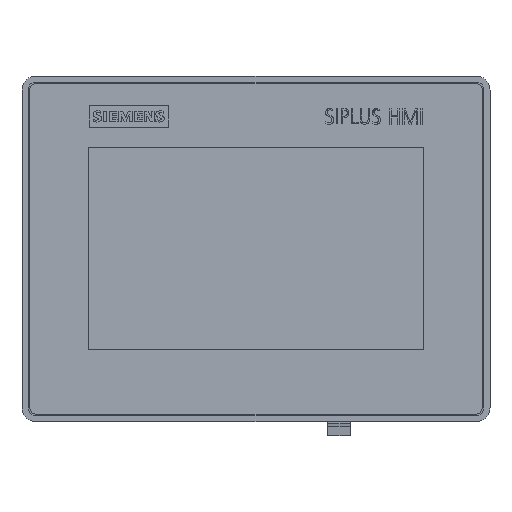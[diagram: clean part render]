
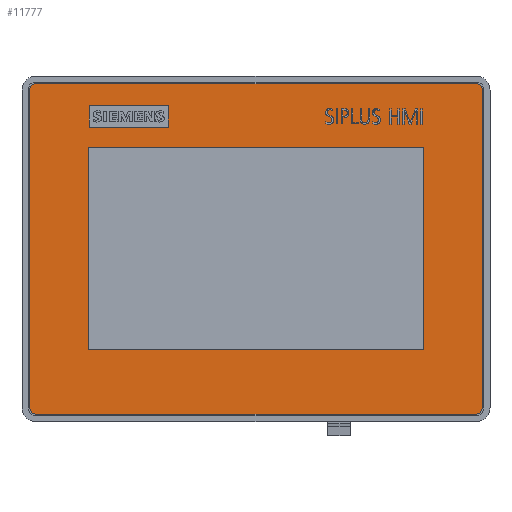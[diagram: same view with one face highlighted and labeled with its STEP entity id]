
A CAD part, top view. The second image highlights one B-rep face of the part: STEP entity #11777.
In plain terms, the highlighted planar face has unit normal (0, 0, 1).
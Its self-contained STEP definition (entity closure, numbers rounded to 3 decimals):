
#6119=FACE_BOUND('',#16573,.T.);
#6120=FACE_BOUND('',#16574,.T.);
#6121=FACE_BOUND('',#16575,.T.);
#6623=LINE('',#45408,#9050);
#6624=LINE('',#45411,#9051);
#6625=LINE('',#45413,#9052);
#6626=LINE('',#45415,#9053);
#6627=LINE('',#45416,#9054);
#6628=LINE('',#45419,#9055);
#6629=LINE('',#45421,#9056);
#6630=LINE('',#45423,#9057);
#6631=LINE('',#45424,#9058);
#6632=LINE('',#45429,#9059);
#6633=LINE('',#45433,#9060);
#6634=LINE('',#45437,#9061);
#9050=VECTOR('',#38635,1.);
#9051=VECTOR('',#38636,1.);
#9052=VECTOR('',#38637,1.);
#9053=VECTOR('',#38638,1.);
#9054=VECTOR('',#38639,1.);
#9055=VECTOR('',#38640,1.);
#9056=VECTOR('',#38641,1.);
#9057=VECTOR('',#38642,1.);
#9058=VECTOR('',#38643,1.);
#9059=VECTOR('',#38646,1.);
#9060=VECTOR('',#38649,1.);
#9061=VECTOR('',#38652,1.);
#11777=ADVANCED_FACE('',(#6119,#6120,#6121),#13563,.F.);
#13563=PLANE('',#36694);
#16573=EDGE_LOOP('',(#18915,#18916,#18917,#18918));
#16574=EDGE_LOOP('',(#18919,#18920,#18921,#18922));
#16575=EDGE_LOOP('',(#18923,#18924,#18925,#18926,#18927,#18928,#18929,#18930));
#18549=CIRCLE('',#36690,2.8);
#18550=CIRCLE('',#36691,2.8);
#18551=CIRCLE('',#36692,2.8);
#18552=CIRCLE('',#36693,2.8);
#18915=ORIENTED_EDGE('',*,*,#30478,.F.);
#18916=ORIENTED_EDGE('',*,*,#30479,.F.);
#18917=ORIENTED_EDGE('',*,*,#30480,.F.);
#18918=ORIENTED_EDGE('',*,*,#30481,.F.);
#18919=ORIENTED_EDGE('',*,*,#30482,.T.);
#18920=ORIENTED_EDGE('',*,*,#30483,.T.);
#18921=ORIENTED_EDGE('',*,*,#30484,.T.);
#18922=ORIENTED_EDGE('',*,*,#30485,.T.);
#18923=ORIENTED_EDGE('',*,*,#30486,.T.);
#18924=ORIENTED_EDGE('',*,*,#30487,.T.);
#18925=ORIENTED_EDGE('',*,*,#30488,.T.);
#18926=ORIENTED_EDGE('',*,*,#30489,.T.);
#18927=ORIENTED_EDGE('',*,*,#30490,.T.);
#18928=ORIENTED_EDGE('',*,*,#30491,.T.);
#18929=ORIENTED_EDGE('',*,*,#30492,.T.);
#18930=ORIENTED_EDGE('',*,*,#30493,.T.);
#27595=VERTEX_POINT('',#45409);
#27596=VERTEX_POINT('',#45410);
#27597=VERTEX_POINT('',#45412);
#27598=VERTEX_POINT('',#45414);
#27599=VERTEX_POINT('',#45417);
#27600=VERTEX_POINT('',#45418);
#27601=VERTEX_POINT('',#45420);
#27602=VERTEX_POINT('',#45422);
#27603=VERTEX_POINT('',#45425);
#27604=VERTEX_POINT('',#45426);
#27605=VERTEX_POINT('',#45428);
#27606=VERTEX_POINT('',#45430);
#27607=VERTEX_POINT('',#45432);
#27608=VERTEX_POINT('',#45434);
#27609=VERTEX_POINT('',#45436);
#27610=VERTEX_POINT('',#45438);
#30478=EDGE_CURVE('',#27595,#27596,#6623,.T.);
#30479=EDGE_CURVE('',#27597,#27595,#6624,.T.);
#30480=EDGE_CURVE('',#27598,#27597,#6625,.T.);
#30481=EDGE_CURVE('',#27596,#27598,#6626,.T.);
#30482=EDGE_CURVE('',#27599,#27600,#6627,.T.);
#30483=EDGE_CURVE('',#27600,#27601,#6628,.T.);
#30484=EDGE_CURVE('',#27601,#27602,#6629,.T.);
#30485=EDGE_CURVE('',#27602,#27599,#6630,.T.);
#30486=EDGE_CURVE('',#27603,#27604,#6631,.T.);
#30487=EDGE_CURVE('',#27604,#27605,#18549,.T.);
#30488=EDGE_CURVE('',#27605,#27606,#6632,.T.);
#30489=EDGE_CURVE('',#27606,#27607,#18550,.T.);
#30490=EDGE_CURVE('',#27607,#27608,#6633,.T.);
#30491=EDGE_CURVE('',#27608,#27609,#18551,.T.);
#30492=EDGE_CURVE('',#27609,#27610,#6634,.T.);
#30493=EDGE_CURVE('',#27610,#27603,#18552,.T.);
#36690=AXIS2_PLACEMENT_3D('',#45427,#38644,#38645);
#36691=AXIS2_PLACEMENT_3D('',#45431,#38647,#38648);
#36692=AXIS2_PLACEMENT_3D('',#45435,#38650,#38651);
#36693=AXIS2_PLACEMENT_3D('',#45439,#38653,#38654);
#36694=AXIS2_PLACEMENT_3D('',#45440,#38655,#38656);
#38635=DIRECTION('',(1.,0.,0.));
#38636=DIRECTION('',(0.,-1.,0.));
#38637=DIRECTION('',(-1.,0.,0.));
#38638=DIRECTION('',(0.,1.,0.));
#38639=DIRECTION('',(0.,1.,0.));
#38640=DIRECTION('',(1.,0.,0.));
#38641=DIRECTION('',(0.,-1.,0.));
#38642=DIRECTION('',(-1.,0.,0.));
#38643=DIRECTION('',(0.,-1.,0.));
#38644=DIRECTION('',(0.,0.,1.));
#38645=DIRECTION('',(1.,0.,0.));
#38646=DIRECTION('',(1.,0.,0.));
#38647=DIRECTION('',(0.,0.,1.));
#38648=DIRECTION('',(1.,0.,0.));
#38649=DIRECTION('',(0.,1.,0.));
#38650=DIRECTION('',(0.,0.,1.));
#38651=DIRECTION('',(1.,0.,0.));
#38652=DIRECTION('',(-1.,0.,0.));
#38653=DIRECTION('',(0.,0.,1.));
#38654=DIRECTION('',(1.,0.,0.));
#38655=DIRECTION('',(0.,0.,-1.));
#38656=DIRECTION('',(-1.,0.,0.));
#45408=CARTESIAN_POINT('',(-76.34,55.673,-0.3));
#45409=CARTESIAN_POINT('',(-76.34,55.673,-0.3));
#45410=CARTESIAN_POINT('',(-40.188,55.673,-0.3));
#45411=CARTESIAN_POINT('',(-76.34,65.46,-0.3));
#45412=CARTESIAN_POINT('',(-76.34,65.46,-0.3));
#45413=CARTESIAN_POINT('',(-40.188,65.46,-0.3));
#45414=CARTESIAN_POINT('',(-40.188,65.46,-0.3));
#45415=CARTESIAN_POINT('',(-40.188,55.673,-0.3));
#45416=CARTESIAN_POINT('',(-76.7,-46.2,-0.3));
#45417=CARTESIAN_POINT('',(-76.7,-46.2,-0.3));
#45418=CARTESIAN_POINT('',(-76.7,46.2,-0.3));
#45419=CARTESIAN_POINT('',(-76.7,46.2,-0.3));
#45420=CARTESIAN_POINT('',(76.7,46.2,-0.3));
#45421=CARTESIAN_POINT('',(76.7,46.2,-0.3));
#45422=CARTESIAN_POINT('',(76.7,-46.2,-0.3));
#45423=CARTESIAN_POINT('',(76.7,-46.2,-0.3));
#45424=CARTESIAN_POINT('',(-103.5,72.7,-0.3));
#45425=CARTESIAN_POINT('',(-103.5,72.7,-0.3));
#45426=CARTESIAN_POINT('',(-103.5,-72.7,-0.3));
#45427=CARTESIAN_POINT('',(-100.7,-72.7,-0.3));
#45428=CARTESIAN_POINT('',(-100.7,-75.5,-0.3));
#45429=CARTESIAN_POINT('',(-100.7,-75.5,-0.3));
#45430=CARTESIAN_POINT('',(100.7,-75.5,-0.3));
#45431=CARTESIAN_POINT('',(100.7,-72.7,-0.3));
#45432=CARTESIAN_POINT('',(103.5,-72.7,-0.3));
#45433=CARTESIAN_POINT('',(103.5,-72.7,-0.3));
#45434=CARTESIAN_POINT('',(103.5,72.7,-0.3));
#45435=CARTESIAN_POINT('',(100.7,72.7,-0.3));
#45436=CARTESIAN_POINT('',(100.7,75.5,-0.3));
#45437=CARTESIAN_POINT('',(100.7,75.5,-0.3));
#45438=CARTESIAN_POINT('',(-100.7,75.5,-0.3));
#45439=CARTESIAN_POINT('',(-100.7,72.7,-0.3));
#45440=CARTESIAN_POINT('',(-100.65,72.65,-0.3));
